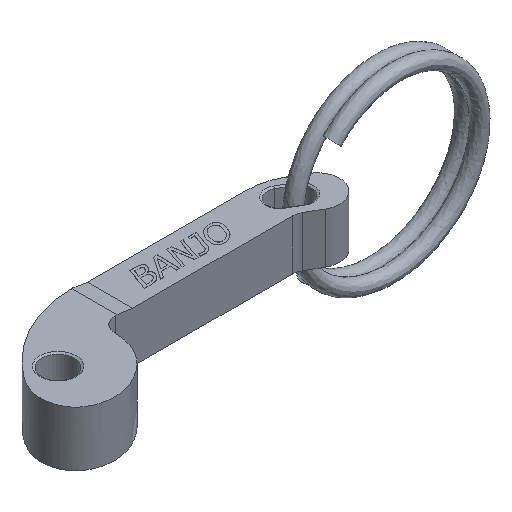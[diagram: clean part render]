
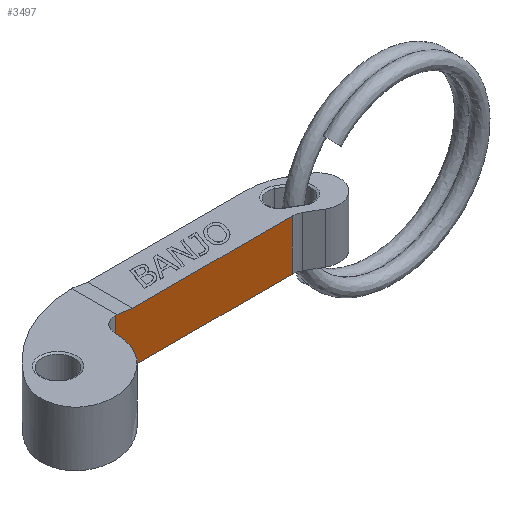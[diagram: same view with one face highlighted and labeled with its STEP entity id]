
A CAD part, isometric view. The second image highlights one B-rep face of the part: STEP entity #3497.
In plain terms, the highlighted planar face has unit normal (0, -1, 0).
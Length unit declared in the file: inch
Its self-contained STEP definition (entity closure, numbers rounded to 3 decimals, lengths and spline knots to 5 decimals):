
#474=FACE_OUTER_BOUND('',#691,.T.);
#691=EDGE_LOOP('',(#3152,#3153,#3154,#3155,#3156,#3157,#3158,#3159));
#843=LINE('',#5283,#1181);
#995=LINE('',#6265,#1333);
#1019=LINE('',#6344,#1357);
#1025=LINE('',#6425,#1363);
#1026=LINE('',#6427,#1364);
#1028=LINE('',#6430,#1366);
#1032=LINE('',#6436,#1370);
#1033=LINE('',#6437,#1371);
#1181=VECTOR('',#3925,0.3937);
#1333=VECTOR('',#4175,0.3937);
#1357=VECTOR('',#4261,0.3937);
#1363=VECTOR('',#4281,0.3937);
#1364=VECTOR('',#4284,0.3937);
#1366=VECTOR('',#4288,0.3937);
#1370=VECTOR('',#4296,0.3937);
#1371=VECTOR('',#4297,0.3937);
#1522=VERTEX_POINT('',#5280);
#1523=VERTEX_POINT('',#5282);
#1671=VERTEX_POINT('',#6263);
#1672=VERTEX_POINT('',#6264);
#1695=VERTEX_POINT('',#6341);
#1696=VERTEX_POINT('',#6343);
#1702=VERTEX_POINT('',#6385);
#1708=VERTEX_POINT('',#6423);
#1922=EDGE_CURVE('',#1523,#1522,#843,.T.);
#2142=EDGE_CURVE('',#1671,#1672,#995,.T.);
#2178=EDGE_CURVE('',#1696,#1695,#1019,.T.);
#2191=EDGE_CURVE('',#1702,#1708,#1025,.T.);
#2192=EDGE_CURVE('',#1672,#1702,#1026,.T.);
#2194=EDGE_CURVE('',#1695,#1523,#1028,.T.);
#2198=EDGE_CURVE('',#1696,#1708,#1032,.T.);
#2199=EDGE_CURVE('',#1522,#1671,#1033,.T.);
#3152=ORIENTED_EDGE('',*,*,#2142,.T.);
#3153=ORIENTED_EDGE('',*,*,#2192,.T.);
#3154=ORIENTED_EDGE('',*,*,#2191,.T.);
#3155=ORIENTED_EDGE('',*,*,#2198,.F.);
#3156=ORIENTED_EDGE('',*,*,#2178,.T.);
#3157=ORIENTED_EDGE('',*,*,#2194,.T.);
#3158=ORIENTED_EDGE('',*,*,#1922,.T.);
#3159=ORIENTED_EDGE('',*,*,#2199,.T.);
#3313=PLANE('',#3680);
#3497=ADVANCED_FACE('',(#474),#3313,.T.);
#3680=AXIS2_PLACEMENT_3D('',#6435,#4294,#4295);
#3925=DIRECTION('',(1.,0.,0.));
#4175=DIRECTION('',(-1.,0.,0.));
#4261=DIRECTION('',(1.,0.,0.));
#4281=DIRECTION('',(-1.,0.,0.));
#4284=DIRECTION('',(-0.989,0.,0.151));
#4288=DIRECTION('',(0.989,0.,0.151));
#4294=DIRECTION('center_axis',(0.,-1.,0.));
#4295=DIRECTION('ref_axis',(0.,0.,-1.));
#4296=DIRECTION('',(0.,0.,1.));
#4297=DIRECTION('',(0.,0.,1.));
#5280=CARTESIAN_POINT('',(1.98235,0.122,-0.2));
#5282=CARTESIAN_POINT('',(0.713,0.122,-0.2));
#5283=CARTESIAN_POINT('',(1.34767,0.122,-0.2));
#6263=CARTESIAN_POINT('',(1.98235,0.122,0.2));
#6264=CARTESIAN_POINT('',(0.713,0.122,0.2));
#6265=CARTESIAN_POINT('',(2.20567,0.122,0.2));
#6341=CARTESIAN_POINT('',(0.59,0.122,-0.21875));
#6343=CARTESIAN_POINT('',(0.5771,0.122,-0.21875));
#6344=CARTESIAN_POINT('',(0.5771,0.122,-0.21875));
#6385=CARTESIAN_POINT('',(0.59,0.122,0.21875));
#6423=CARTESIAN_POINT('',(0.5771,0.122,0.21875));
#6425=CARTESIAN_POINT('',(0.5771,0.122,0.21875));
#6427=CARTESIAN_POINT('',(1.34816,0.122,0.10318));
#6430=CARTESIAN_POINT('',(1.28666,0.122,-0.11255));
#6435=CARTESIAN_POINT('Origin',(1.98235,0.122,0.));
#6436=CARTESIAN_POINT('',(0.5771,0.122,0.));
#6437=CARTESIAN_POINT('',(1.98235,0.122,0.));
